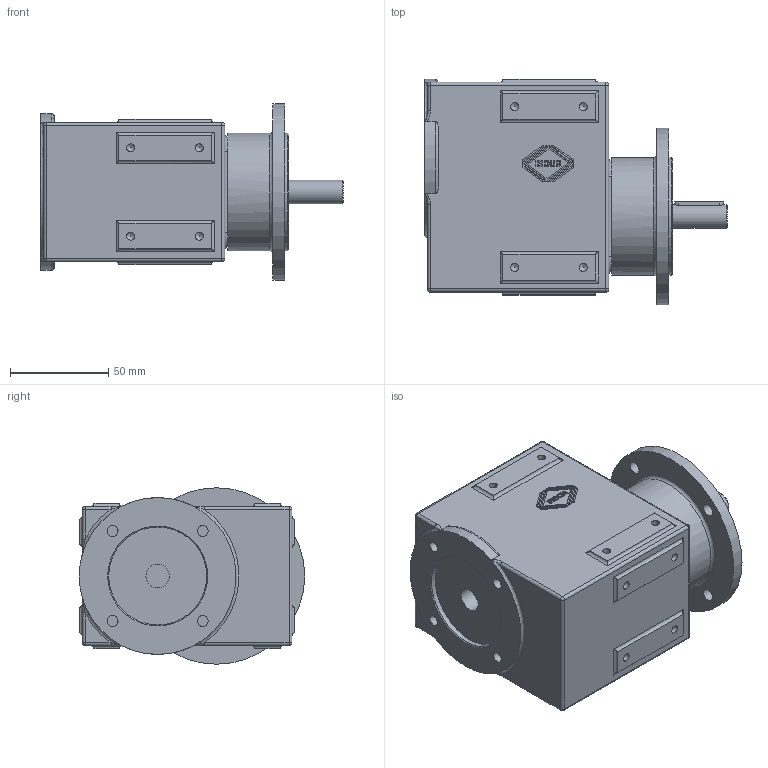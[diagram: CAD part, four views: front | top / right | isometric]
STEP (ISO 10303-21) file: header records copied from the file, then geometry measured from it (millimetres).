
FILE_DESCRIPTION((''),'2;1');
FILE_NAME('US303_B5F90_M1.ipt.stp','2010-03-02T12:51:40',('INDUR'),(''),'Autodesk Inventor 2010','Autodesk Inventor 2010','');
FILE_SCHEMA(('CONFIG_CONTROL_DESIGN'));
Length unit declared in the file: millimetre
Products named in the file (1): US303_B5F90_M1
Bounding box: 154.5 x 115 x 90 mm (x, y, z)
Volume: 819216.1 mm3; surface area: 69413.6 mm2
Topology: 1 solids, 1 shells, 449 faces, 1180 edges, 763 vertices
Faces by surface type: plane 227, cylinder 107, bspline 93, cone 12, sphere 8, torus 2
Full cylindrical faces by diameter (mm): 4.134 x8, 12 x2, 20 x1, 35 x1, 50 x1, 60 x2, 90 x1
Entity records: 14725 total; most frequent: CARTESIAN_POINT 4307, ORIENTED_EDGE 2182, DIRECTION 1927, EDGE_CURVE 1091, VERTEX_POINT 736, VECTOR 731, LINE 731, AXIS2_PLACEMENT_3D 598
